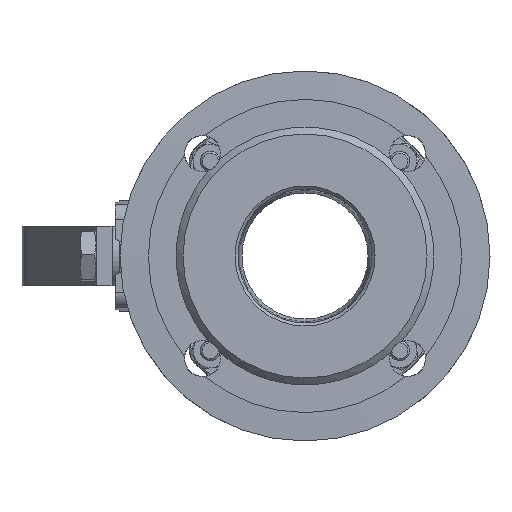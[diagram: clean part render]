
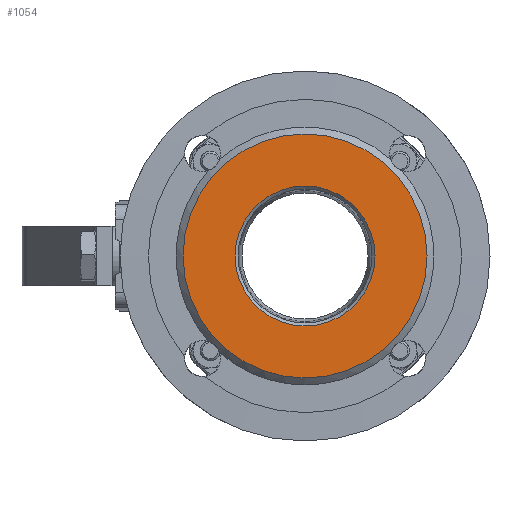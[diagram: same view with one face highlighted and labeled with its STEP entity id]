
A CAD part, left-side view. The second image highlights one B-rep face of the part: STEP entity #1054.
In plain terms, the highlighted planar face has unit normal (-1, 0, 0).
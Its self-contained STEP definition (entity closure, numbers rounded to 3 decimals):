
#1054 = ADVANCED_FACE( 'NONE', ( #2739, #2740 ), #2741, .F. );
#2739 = FACE_OUTER_BOUND( '', #6416, .T. );
#2740 = FACE_BOUND( '', #6417, .T. );
#2741 = PLANE( '', #6418 );
#6416 = EDGE_LOOP( '', ( #15532 ) );
#6417 = EDGE_LOOP( '', ( #15533 ) );
#6418 = AXIS2_PLACEMENT_3D( '', #15534, #15535, #15536 );
#15532 = ORIENTED_EDGE( '', *, *, #20694, .F. );
#15533 = ORIENTED_EDGE( '', *, *, #21276, .T. );
#15534 = CARTESIAN_POINT( '', ( -92., -61., 0. ) );
#15535 = DIRECTION( '', ( 1., 0., 0. ) );
#15536 = DIRECTION( '', ( 0., 0., 1. ) );
#20694 = EDGE_CURVE( 'NONE', #23384, #23384, #23385, .T. );
#21276 = EDGE_CURVE( 'NONE', #24370, #24370, #24371, .T. );
#23384 = VERTEX_POINT( '', #27561 );
#23385 = CIRCLE( '', #27562, 61. );
#24370 = VERTEX_POINT( '', #30597 );
#24371 = CIRCLE( '', #30598, 35. );
#27561 = CARTESIAN_POINT( '', ( -92., 0., -61. ) );
#27562 = AXIS2_PLACEMENT_3D( '', #38991, #38992, #38993 );
#30597 = CARTESIAN_POINT( '', ( -92., 0., -35. ) );
#30598 = AXIS2_PLACEMENT_3D( '', #39587, #39588, #39589 );
#38991 = CARTESIAN_POINT( '', ( -92., 0., 0. ) );
#38992 = DIRECTION( '', ( 1., 0., 0. ) );
#38993 = DIRECTION( '', ( 0., 0., -1. ) );
#39587 = CARTESIAN_POINT( '', ( -92., 0., 0. ) );
#39588 = DIRECTION( '', ( 1., 0., 0. ) );
#39589 = DIRECTION( '', ( 0., 0., -1. ) );
